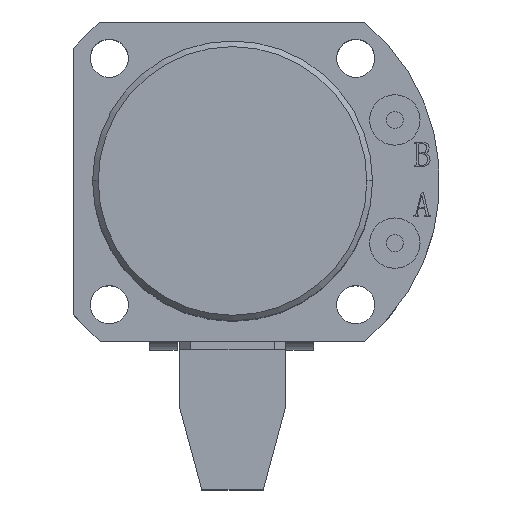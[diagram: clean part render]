
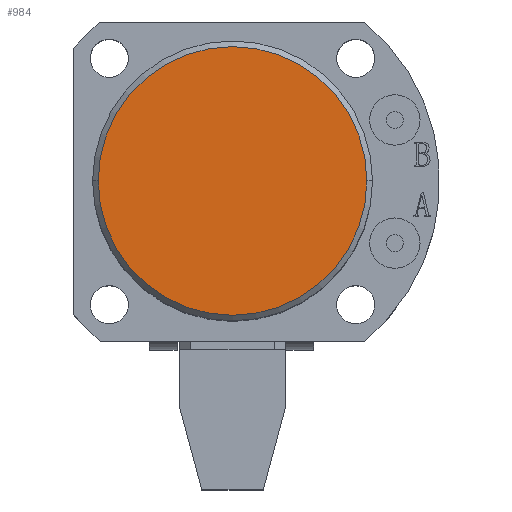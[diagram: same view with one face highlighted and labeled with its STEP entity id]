
A CAD part, top view. The second image highlights one B-rep face of the part: STEP entity #984.
In plain terms, the highlighted planar face has unit normal (0, 0, 1).
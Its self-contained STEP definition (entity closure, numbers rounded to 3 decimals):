
#127 = VERTEX_POINT ( 'NONE', #1971 ) ;
#984 = ADVANCED_FACE ( 'NONE', ( #3591 ), #2110, .T. ) ;
#1755 = VERTEX_POINT ( 'NONE', #6649 ) ;
#1971 = CARTESIAN_POINT ( 'NONE',  ( 24., 0., 85. ) ) ;
#2104 = DIRECTION ( 'NONE',  ( 1., 0., 0. ) ) ;
#2105 = DIRECTION ( 'NONE',  ( 0., 0., 1. ) ) ;
#2110 = PLANE ( 'NONE',  #4079 ) ;
#2112 = CARTESIAN_POINT ( 'NONE',  ( 0., 0., 85. ) ) ;
#2599 = DIRECTION ( 'NONE',  ( 1., 0., 0. ) ) ;
#2602 = DIRECTION ( 'NONE',  ( 0., 0., 1. ) ) ;
#2603 = CARTESIAN_POINT ( 'NONE',  ( 0., 0., 85. ) ) ;
#2721 = DIRECTION ( 'NONE',  ( 1., 0., 0. ) ) ;
#2723 = DIRECTION ( 'NONE',  ( 0., 0., 1. ) ) ;
#2724 = CARTESIAN_POINT ( 'NONE',  ( 0., 0., 85. ) ) ;
#2949 = CIRCLE ( 'NONE', #4252, 24. ) ;
#3066 = CIRCLE ( 'NONE', #4229, 24. ) ;
#3096 = EDGE_CURVE ( 'NONE', #127, #1755, #3066, .T. ) ;
#3240 = EDGE_CURVE ( 'NONE', #1755, #127, #2949, .T. ) ;
#3591 = FACE_OUTER_BOUND ( 'NONE', #8093, .T. ) ;
#4079 = AXIS2_PLACEMENT_3D ( 'NONE', #2112, #2105, #2104 ) ;
#4229 = AXIS2_PLACEMENT_3D ( 'NONE', #2724, #2723, #2721 ) ;
#4252 = AXIS2_PLACEMENT_3D ( 'NONE', #2603, #2602, #2599 ) ;
#5489 = ORIENTED_EDGE ( 'NONE', *, *, #3096, .T. ) ;
#5513 = ORIENTED_EDGE ( 'NONE', *, *, #3240, .T. ) ;
#6649 = CARTESIAN_POINT ( 'NONE',  ( -24., 0., 85. ) ) ;
#8093 = EDGE_LOOP ( 'NONE', ( #5513, #5489 ) ) ;
